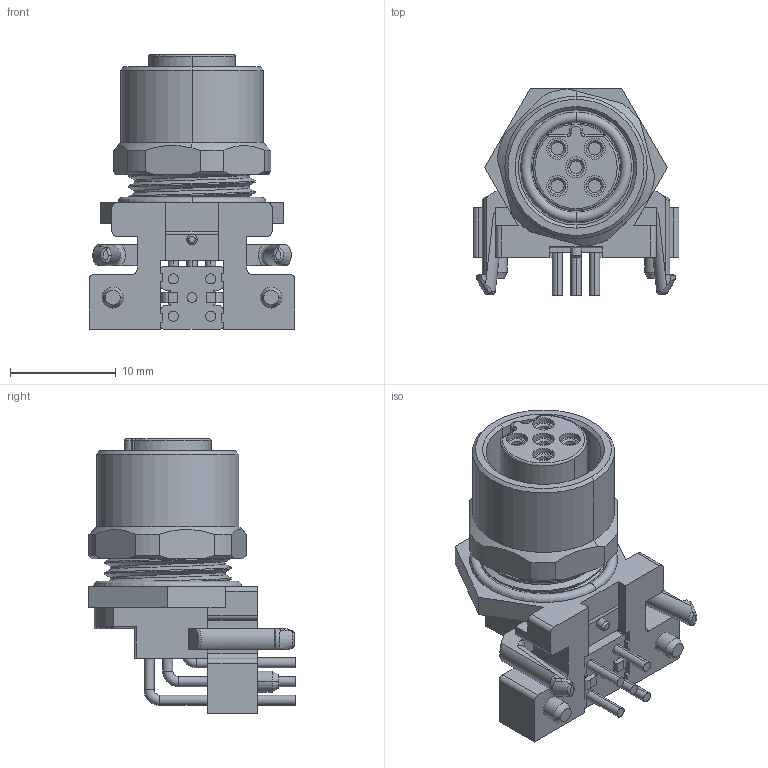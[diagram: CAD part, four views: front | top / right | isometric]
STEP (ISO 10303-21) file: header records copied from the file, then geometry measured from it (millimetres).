
FILE_DESCRIPTION((''),'2;1');
FILE_NAME('C-T4145415051-001','2016-12-21T',('workeradm'),('Tyco Electronics Ltd.'),'CREO PARAMETRIC BY PTC INC, 2016050','CREO PARAMETRIC BY PTC INC, 2016050','');
FILE_SCHEMA(('AUTOMOTIVE_DESIGN { 1 0 10303 214 1 1 1 1 }'));
Length unit declared in the file: millimetre
Products named in the file (1): C-T4145415051-001
Bounding box: 19.5 x 19.6 x 26 mm (x, y, z)
Volume: 3049.1 mm3; surface area: 2882.4 mm2
Topology: 1 solids, 1 shells, 436 faces, 1136 edges, 722 vertices
Faces by surface type: plane 236, cylinder 120, cone 40, torus 21, bspline 17, sphere 2
Entity records: 16279 total; most frequent: CARTESIAN_POINT 5396, ORIENTED_EDGE 2272, DIRECTION 2173, EDGE_CURVE 1136, VECTOR 743, LINE 743, VERTEX_POINT 722, AXIS2_PLACEMENT_3D 715
